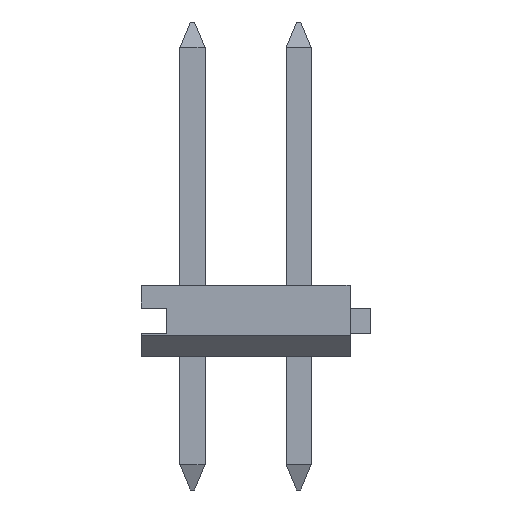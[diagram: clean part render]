
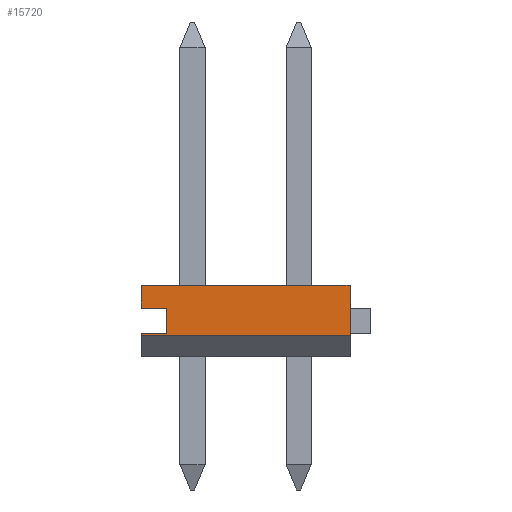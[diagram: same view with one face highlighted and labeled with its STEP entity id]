
A CAD part, left-side view. The second image highlights one B-rep face of the part: STEP entity #15720.
In plain terms, the highlighted planar face has unit normal (-1, 0, 0).
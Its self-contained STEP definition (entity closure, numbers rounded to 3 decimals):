
#15311=CARTESIAN_POINT('',(-12.7,1.9,1.15));
#15312=VERTEX_POINT('',#15311);
#15321=CARTESIAN_POINT('',(-12.7,2.5,1.15));
#15322=VERTEX_POINT('',#15321);
#15323=CARTESIAN_POINT('',(-12.7,2.5,1.15));
#15324=DIRECTION('',(0.0,-1.0,0.0));
#15325=VECTOR('',#15324,0.6);
#15326=LINE('',#15323,#15325);
#15327=EDGE_CURVE('',#15322,#15312,#15326,.T.);
#15353=CARTESIAN_POINT('',(-12.7,1.9,0.55));
#15354=VERTEX_POINT('',#15353);
#15369=CARTESIAN_POINT('',(-12.7,2.5,0.55));
#15370=VERTEX_POINT('',#15369);
#15377=CARTESIAN_POINT('',(-12.7,1.9,0.55));
#15378=DIRECTION('',(0.0,1.0,0.0));
#15379=VECTOR('',#15378,0.6);
#15380=LINE('',#15377,#15379);
#15381=EDGE_CURVE('',#15354,#15370,#15380,.T.);
#15391=CARTESIAN_POINT('',(-12.7,1.9,1.15));
#15392=DIRECTION('',(0.0,0.0,-1.0));
#15393=VECTOR('',#15392,0.6);
#15394=LINE('',#15391,#15393);
#15395=EDGE_CURVE('',#15312,#15354,#15394,.T.);
#15414=CARTESIAN_POINT('',(-12.7,2.5,1.7));
#15415=VERTEX_POINT('',#15414);
#15416=CARTESIAN_POINT('',(-12.7,2.5,1.7));
#15417=DIRECTION('',(0.0,0.0,-1.0));
#15418=VECTOR('',#15417,0.55);
#15419=LINE('',#15416,#15418);
#15420=EDGE_CURVE('',#15415,#15322,#15419,.T.);
#15501=CARTESIAN_POINT('',(-12.7,2.5,0.508));
#15502=VERTEX_POINT('',#15501);
#15509=CARTESIAN_POINT('',(-12.7,2.5,0.55));
#15510=DIRECTION('',(0.0,0.0,-1.0));
#15511=VECTOR('',#15510,0.042);
#15512=LINE('',#15509,#15511);
#15513=EDGE_CURVE('',#15370,#15502,#15512,.T.);
#15599=CARTESIAN_POINT('',(-12.7,-2.5,1.7));
#15600=VERTEX_POINT('',#15599);
#15607=CARTESIAN_POINT('',(-12.7,-2.5,0.508));
#15608=VERTEX_POINT('',#15607);
#15609=CARTESIAN_POINT('',(-12.7,-2.5,1.7));
#15610=DIRECTION('',(0.0,0.0,-1.0));
#15611=VECTOR('',#15610,1.192);
#15612=LINE('',#15609,#15611);
#15613=EDGE_CURVE('',#15600,#15608,#15612,.T.);
#15689=CARTESIAN_POINT('',(-12.7,2.5,1.7));
#15690=DIRECTION('',(0.0,-1.0,0.0));
#15691=VECTOR('',#15690,5.0);
#15692=LINE('',#15689,#15691);
#15693=EDGE_CURVE('',#15415,#15600,#15692,.T.);
#15700=CARTESIAN_POINT('',(-12.7,2.5,1.7));
#15701=DIRECTION('',(-1.0,0.0,0.0));
#15702=DIRECTION('',(0.0,0.0,1.0));
#15703=AXIS2_PLACEMENT_3D('',#15700,#15701,#15702);
#15704=PLANE('',#15703);
#15705=ORIENTED_EDGE('',*,*,#15381,.T.);
#15706=ORIENTED_EDGE('',*,*,#15513,.T.);
#15707=CARTESIAN_POINT('',(-12.7,-2.5,0.508));
#15708=DIRECTION('',(0.0,1.0,0.0));
#15709=VECTOR('',#15708,5.);
#15710=LINE('',#15707,#15709);
#15711=EDGE_CURVE('',#15608,#15502,#15710,.T.);
#15712=ORIENTED_EDGE('',*,*,#15711,.F.);
#15713=ORIENTED_EDGE('',*,*,#15613,.F.);
#15714=ORIENTED_EDGE('',*,*,#15693,.F.);
#15715=ORIENTED_EDGE('',*,*,#15420,.T.);
#15716=ORIENTED_EDGE('',*,*,#15327,.T.);
#15717=ORIENTED_EDGE('',*,*,#15395,.T.);
#15718=EDGE_LOOP('',(#15705,#15706,#15712,#15713,#15714,#15715,#15716,#15717));
#15719=FACE_OUTER_BOUND('',#15718,.T.);
#15720=ADVANCED_FACE('',(#15719),#15704,.T.);
